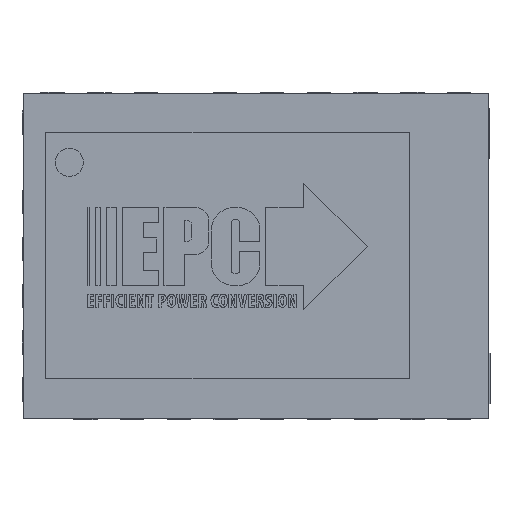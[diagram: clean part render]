
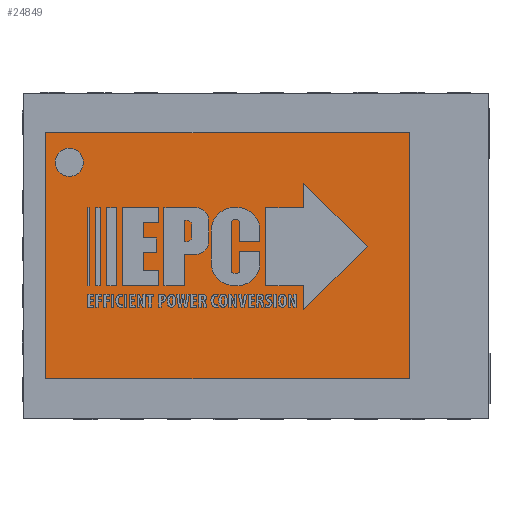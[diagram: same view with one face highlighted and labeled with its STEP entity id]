
A CAD part, top view. The second image highlights one B-rep face of the part: STEP entity #24849.
In plain terms, the highlighted planar face has unit normal (0, 0, 1).
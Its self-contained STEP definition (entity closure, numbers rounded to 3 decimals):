
#24720 = VERTEX_POINT('',#24721);
#24721 = CARTESIAN_POINT('',(-1.945,-1.315,0.45));
#24727 = EDGE_CURVE('',#24720,#24728,#24730,.T.);
#24728 = VERTEX_POINT('',#24729);
#24729 = CARTESIAN_POINT('',(1.945,-1.315,0.45));
#24730 = LINE('',#24731,#24732);
#24731 = CARTESIAN_POINT('',(-1.945,-1.315,0.45));
#24732 = VECTOR('',#24733,1.);
#24733 = DIRECTION('',(1.,0.,0.));
#24758 = EDGE_CURVE('',#24728,#24759,#24761,.T.);
#24759 = VERTEX_POINT('',#24760);
#24760 = CARTESIAN_POINT('',(1.945,1.315,0.45));
#24761 = LINE('',#24762,#24763);
#24762 = CARTESIAN_POINT('',(1.945,-1.315,0.45));
#24763 = VECTOR('',#24764,1.);
#24764 = DIRECTION('',(0.,1.,0.));
#24789 = EDGE_CURVE('',#24759,#24790,#24792,.T.);
#24790 = VERTEX_POINT('',#24791);
#24791 = CARTESIAN_POINT('',(-1.945,1.315,0.45));
#24792 = LINE('',#24793,#24794);
#24793 = CARTESIAN_POINT('',(1.945,1.315,0.45));
#24794 = VECTOR('',#24795,1.);
#24795 = DIRECTION('',(-1.,0.,0.));
#24820 = EDGE_CURVE('',#24790,#24720,#24821,.T.);
#24821 = LINE('',#24822,#24823);
#24822 = CARTESIAN_POINT('',(-1.945,1.315,0.45));
#24823 = VECTOR('',#24824,1.);
#24824 = DIRECTION('',(0.,-1.,0.));
#24849 = ADVANCED_FACE('',(#24850),#24856,.F.);
#24850 = FACE_BOUND('',#24851,.T.);
#24851 = EDGE_LOOP('',(#24852,#24853,#24854,#24855));
#24852 = ORIENTED_EDGE('',*,*,#24727,.T.);
#24853 = ORIENTED_EDGE('',*,*,#24758,.T.);
#24854 = ORIENTED_EDGE('',*,*,#24789,.T.);
#24855 = ORIENTED_EDGE('',*,*,#24820,.T.);
#24856 = PLANE('',#24857);
#24857 = AXIS2_PLACEMENT_3D('',#24858,#24859,#24860);
#24858 = CARTESIAN_POINT('',(-1.945,-1.315,0.45));
#24859 = DIRECTION('',(0.,0.,-1.));
#24860 = DIRECTION('',(-1.,0.,-0.));
